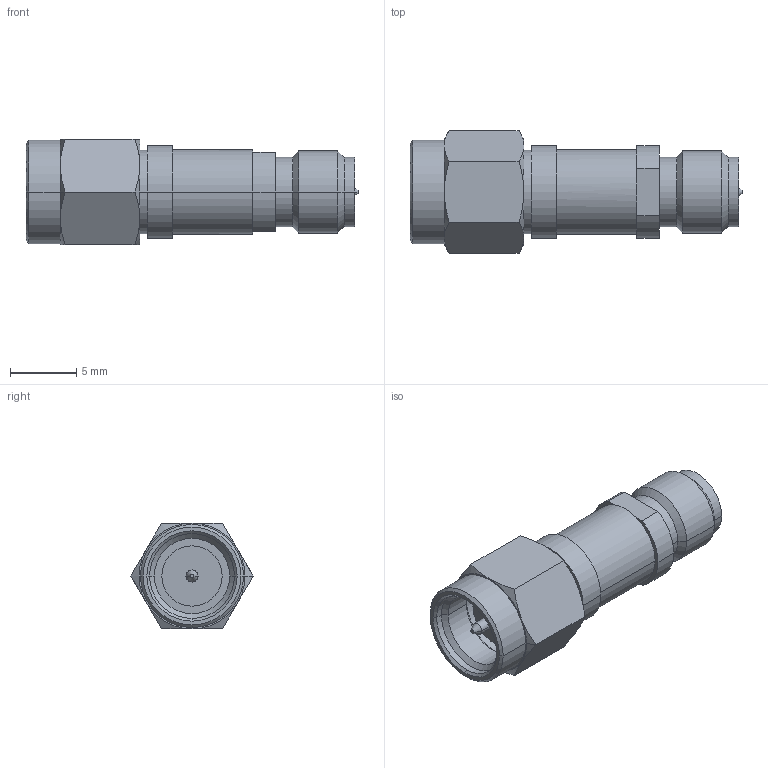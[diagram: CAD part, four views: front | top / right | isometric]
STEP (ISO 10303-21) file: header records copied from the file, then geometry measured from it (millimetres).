
FILE_DESCRIPTION (( 'STEP AP214' ), '1' );
FILE_NAME ('SA3R-03_3D.step', '2025-06-04T14:50:19', ( '' ), ( '' ), 'SwSTEP 2.0', 'SolidWorks 2022', '' );
FILE_SCHEMA (( 'AUTOMOTIVE_DESIGN' ));
Length unit declared in the file: inch
Products named in the file (4): FAT-AF6G-12---A95^SA3R-03(2)_SA3R-03; SA3R-03(2)^SA3R-03; SA3R-03_3D; FAT-AM6G-7^SA3R-03(2)_SA3R-03
Assembly tree (3 placements, depth 3):
  SA3R-03_3D
    SA3R-03(2)^SA3R-03
      FAT-AM6G-7^SA3R-03(2)_SA3R-03
      FAT-AF6G-12---A95^SA3R-03(2)_SA3R-03
Bounding box: 25.1 x 9.24 x 8 mm (x, y, z)
Volume: 867.7 mm3; surface area: 1100.9 mm2
Topology: 3 solids, 3 shells, 105 faces, 218 edges, 128 vertices
Faces by surface type: cylinder 39, cone 39, plane 27
Entity records: 3055 total; most frequent: CARTESIAN_POINT 626, DIRECTION 530, ORIENTED_EDGE 436, AXIS2_PLACEMENT_3D 224, EDGE_CURVE 218, VERTEX_POINT 128, EDGE_LOOP 116, CIRCLE 112
